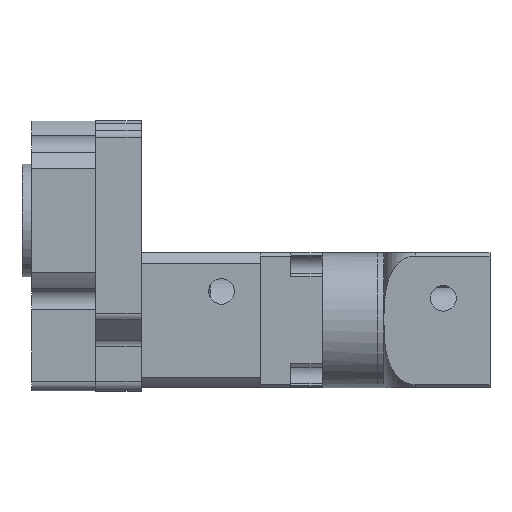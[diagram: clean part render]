
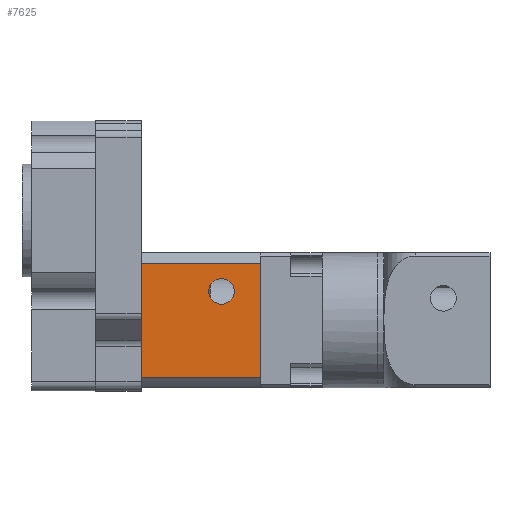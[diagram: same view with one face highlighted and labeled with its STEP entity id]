
A CAD part, left-side view. The second image highlights one B-rep face of the part: STEP entity #7625.
In plain terms, the highlighted planar face has unit normal (-1, 0, 0).
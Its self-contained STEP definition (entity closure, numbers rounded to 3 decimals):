
#684 = ORIENTED_EDGE ( 'NONE', *, *, #10878, .F. ) ;
#696 = EDGE_CURVE ( 'NONE', #15559, #2120, #5196, .T. ) ;
#771 = EDGE_LOOP ( 'NONE', ( #8708, #1088 ) ) ;
#1088 = ORIENTED_EDGE ( 'NONE', *, *, #1479, .F. ) ;
#1335 = VERTEX_POINT ( 'NONE', #13778 ) ;
#1479 = EDGE_CURVE ( 'NONE', #2167, #15012, #12593, .T. ) ;
#1643 = AXIS2_PLACEMENT_3D ( 'NONE', #7049, #13185, #3037 ) ;
#1818 = ORIENTED_EDGE ( 'NONE', *, *, #10065, .F. ) ;
#1841 = AXIS2_PLACEMENT_3D ( 'NONE', #10902, #2588, #3607 ) ;
#2001 = EDGE_CURVE ( 'NONE', #11302, #1335, #10880, .T. ) ;
#2120 = VERTEX_POINT ( 'NONE', #2204 ) ;
#2167 = VERTEX_POINT ( 'NONE', #13325 ) ;
#2204 = CARTESIAN_POINT ( 'NONE',  ( -21., 0., -48.755 ) ) ;
#2411 = CARTESIAN_POINT ( 'NONE',  ( -21., -37., -48.755 ) ) ;
#2511 = CARTESIAN_POINT ( 'NONE',  ( -21., 0., -50. ) ) ;
#2588 = DIRECTION ( 'NONE',  ( 1., 0., 0. ) ) ;
#2618 = VECTOR ( 'NONE', #8457, 1000. ) ;
#2686 = FACE_BOUND ( 'NONE', #771, .T. ) ;
#3037 = DIRECTION ( 'NONE',  ( 0., 0., 1. ) ) ;
#3286 = CARTESIAN_POINT ( 'NONE',  ( -21., 0., -13.245 ) ) ;
#3455 = FACE_OUTER_BOUND ( 'NONE', #15442, .T. ) ;
#3607 = DIRECTION ( 'NONE',  ( 0., 0., -1. ) ) ;
#5196 = LINE ( 'NONE', #2411, #9584 ) ;
#5847 = VECTOR ( 'NONE', #14908, 1000. ) ;
#6528 = CIRCLE ( 'NONE', #12035, 4. ) ;
#6573 = DIRECTION ( 'NONE',  ( -1., 0., 0. ) ) ;
#7049 = CARTESIAN_POINT ( 'NONE',  ( -21., -25., -22. ) ) ;
#7625 = ADVANCED_FACE ( 'NONE', ( #3455, #2686 ), #8688, .F. ) ;
#7639 = CARTESIAN_POINT ( 'NONE',  ( -21., -37., 0. ) ) ;
#7663 = VECTOR ( 'NONE', #15541, 1000. ) ;
#7675 = CARTESIAN_POINT ( 'NONE',  ( -21., 0., -13.245 ) ) ;
#8066 = CARTESIAN_POINT ( 'NONE',  ( -21., -25., -22. ) ) ;
#8457 = DIRECTION ( 'NONE',  ( 0., 0., 1. ) ) ;
#8688 = PLANE ( 'NONE',  #1841 ) ;
#8708 = ORIENTED_EDGE ( 'NONE', *, *, #14441, .F. ) ;
#9085 = LINE ( 'NONE', #7639, #5847 ) ;
#9584 = VECTOR ( 'NONE', #12063, 1000. ) ;
#10065 = EDGE_CURVE ( 'NONE', #2120, #11302, #12529, .T. ) ;
#10165 = CARTESIAN_POINT ( 'NONE',  ( -21., -37., -48.755 ) ) ;
#10878 = EDGE_CURVE ( 'NONE', #1335, #15559, #9085, .T. ) ;
#10880 = LINE ( 'NONE', #3286, #7663 ) ;
#10902 = CARTESIAN_POINT ( 'NONE',  ( -21., -37., 0. ) ) ;
#11302 = VERTEX_POINT ( 'NONE', #7675 ) ;
#12035 = AXIS2_PLACEMENT_3D ( 'NONE', #8066, #6573, #15353 ) ;
#12063 = DIRECTION ( 'NONE',  ( 0., 1., 0. ) ) ;
#12529 = LINE ( 'NONE', #2511, #2618 ) ;
#12554 = CARTESIAN_POINT ( 'NONE',  ( -21., -25., -18. ) ) ;
#12593 = CIRCLE ( 'NONE', #1643, 4. ) ;
#13185 = DIRECTION ( 'NONE',  ( -1., 0., 0. ) ) ;
#13325 = CARTESIAN_POINT ( 'NONE',  ( -21., -25., -26. ) ) ;
#13778 = CARTESIAN_POINT ( 'NONE',  ( -21., -37., -13.245 ) ) ;
#14043 = ORIENTED_EDGE ( 'NONE', *, *, #696, .F. ) ;
#14441 = EDGE_CURVE ( 'NONE', #15012, #2167, #6528, .T. ) ;
#14706 = ORIENTED_EDGE ( 'NONE', *, *, #2001, .F. ) ;
#14908 = DIRECTION ( 'NONE',  ( 0., 0., -1. ) ) ;
#15012 = VERTEX_POINT ( 'NONE', #12554 ) ;
#15353 = DIRECTION ( 'NONE',  ( 0., 0., 1. ) ) ;
#15442 = EDGE_LOOP ( 'NONE', ( #14043, #684, #14706, #1818 ) ) ;
#15541 = DIRECTION ( 'NONE',  ( 0., -1., 0. ) ) ;
#15559 = VERTEX_POINT ( 'NONE', #10165 ) ;
